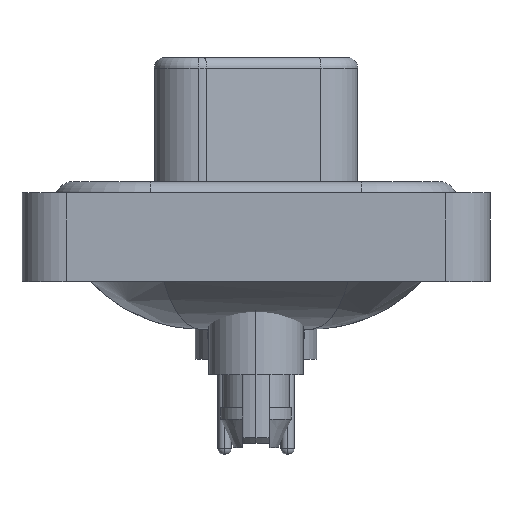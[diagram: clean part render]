
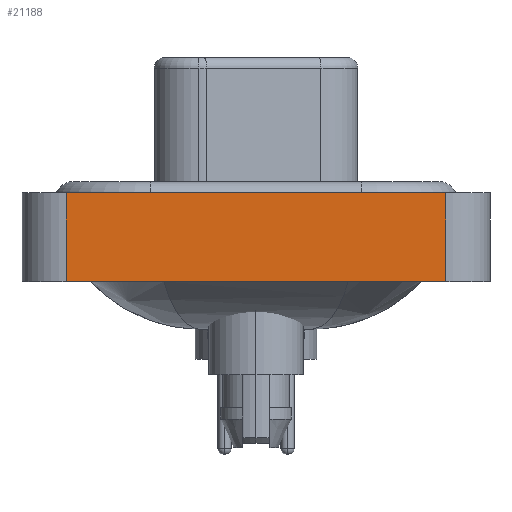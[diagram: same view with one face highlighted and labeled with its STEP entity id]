
A CAD part, left-side view. The second image highlights one B-rep face of the part: STEP entity #21188.
In plain terms, the highlighted planar face has unit normal (-1, 0, 0).
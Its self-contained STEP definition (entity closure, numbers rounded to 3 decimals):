
#728 = EDGE_CURVE ( 'NONE', #945, #11755, #4596, .T. ) ;
#747 = EDGE_LOOP ( 'NONE', ( #8867, #12999, #12921, #14265 ) ) ;
#945 = VERTEX_POINT ( 'NONE', #2002 ) ;
#2002 = CARTESIAN_POINT ( 'NONE',  ( -7.3, 8.55, 0.4 ) ) ;
#2214 = CARTESIAN_POINT ( 'NONE',  ( -7.3, -8.55, -3.6 ) ) ;
#2942 = CARTESIAN_POINT ( 'NONE',  ( -7.3, -8.55, 0.4 ) ) ;
#3755 = DIRECTION ( 'NONE',  ( 0., 0., 1. ) ) ;
#3866 = DIRECTION ( 'NONE',  ( -1., 0., 0. ) ) ;
#3871 = LINE ( 'NONE', #17196, #10016 ) ;
#4596 = LINE ( 'NONE', #17928, #7666 ) ;
#5644 = VERTEX_POINT ( 'NONE', #16380 ) ;
#5792 = LINE ( 'NONE', #12134, #16543 ) ;
#7666 = VECTOR ( 'NONE', #7758, 1000. ) ;
#7758 = DIRECTION ( 'NONE',  ( 0., -1., 0. ) ) ;
#8857 = DIRECTION ( 'NONE',  ( 0., 0., 1. ) ) ;
#8867 = ORIENTED_EDGE ( 'NONE', *, *, #17827, .T. ) ;
#8889 = PLANE ( 'NONE',  #12824 ) ;
#10016 = VECTOR ( 'NONE', #15662, 1000. ) ;
#10219 = FACE_OUTER_BOUND ( 'NONE', #747, .T. ) ;
#11755 = VERTEX_POINT ( 'NONE', #2942 ) ;
#12134 = CARTESIAN_POINT ( 'NONE',  ( -7.3, 8.55, -3.6 ) ) ;
#12824 = AXIS2_PLACEMENT_3D ( 'NONE', #20471, #3866, #3755 ) ;
#12921 = ORIENTED_EDGE ( 'NONE', *, *, #17315, .F. ) ;
#12999 = ORIENTED_EDGE ( 'NONE', *, *, #728, .F. ) ;
#13433 = CARTESIAN_POINT ( 'NONE',  ( -7.3, 8.55, -3.6 ) ) ;
#14265 = ORIENTED_EDGE ( 'NONE', *, *, #20001, .T. ) ;
#15075 = VERTEX_POINT ( 'NONE', #13433 ) ;
#15662 = DIRECTION ( 'NONE',  ( 0., -1., 0. ) ) ;
#16380 = CARTESIAN_POINT ( 'NONE',  ( -7.3, -8.55, -3.6 ) ) ;
#16543 = VECTOR ( 'NONE', #17158, 1000. ) ;
#16899 = VECTOR ( 'NONE', #8857, 1000. ) ;
#17158 = DIRECTION ( 'NONE',  ( 0., 0., 1. ) ) ;
#17196 = CARTESIAN_POINT ( 'NONE',  ( -7.3, -8.55, -3.6 ) ) ;
#17315 = EDGE_CURVE ( 'NONE', #15075, #945, #5792, .T. ) ;
#17827 = EDGE_CURVE ( 'NONE', #5644, #11755, #20761, .T. ) ;
#17928 = CARTESIAN_POINT ( 'NONE',  ( -7.3, -8.55, 0.4 ) ) ;
#20001 = EDGE_CURVE ( 'NONE', #15075, #5644, #3871, .T. ) ;
#20471 = CARTESIAN_POINT ( 'NONE',  ( -7.3, -8.55, -3.6 ) ) ;
#20761 = LINE ( 'NONE', #2214, #16899 ) ;
#21188 = ADVANCED_FACE ( 'NONE', ( #10219 ), #8889, .T. ) ;
